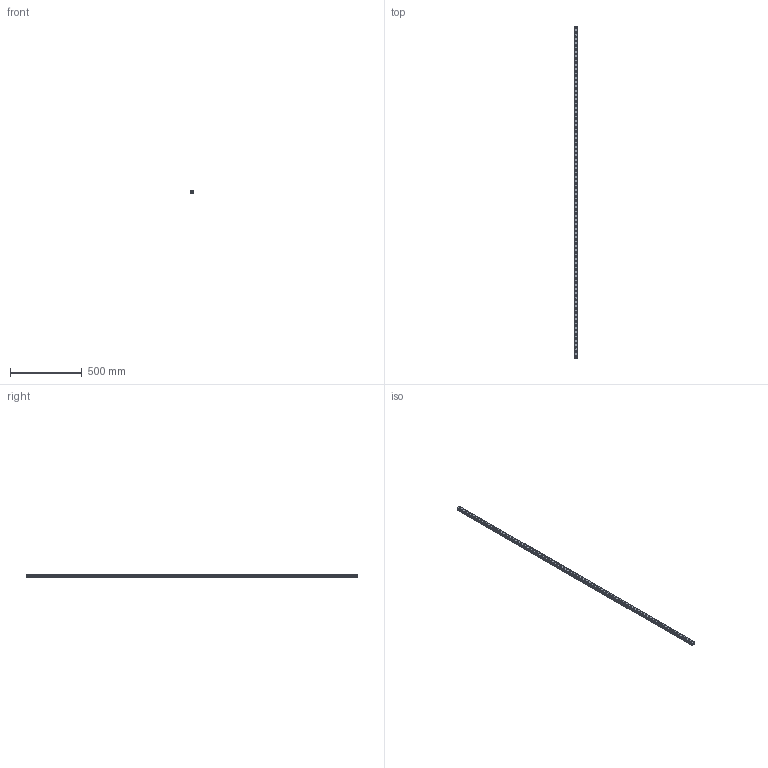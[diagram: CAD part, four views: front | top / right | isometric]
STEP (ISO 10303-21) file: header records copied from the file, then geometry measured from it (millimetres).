
FILE_DESCRIPTION(('STEP AP214'),'1');
FILE_NAME('cctmp_E4F17A75-F2F5-4735-A7D6-DEF278FA6748_2021_03_10_17_52_13_0870..stp','2021-03-10T16:52:14',('HIWIN GmbH'),('CADClick - www.CADClick.com'),'Spatial InterOp 3D',' ','unknown authorization');
FILE_SCHEMA(('AUTOMOTIVE_DESIGN'));
Length unit declared in the file: millimetre
Products named in the file (1): RGR25R2310H_FILE
Bounding box: 23 x 2310 x 23.6 mm (x, y, z)
Volume: 926351.9 mm3; surface area: 286856.3 mm2
Topology: 1 solids, 1 shells, 810 faces, 1719 edges, 1146 vertices
Faces by surface type: cylinder 480, plane 330
Entity records: 28747 total; most frequent: DIRECTION 4301, CARTESIAN_POINT 3676, ORIENTED_EDGE 3438, AXIS2_PLACEMENT_3D 1771, EDGE_CURVE 1719, VERTEX_POINT 1146, EDGE_LOOP 1045, CIRCLE 960
